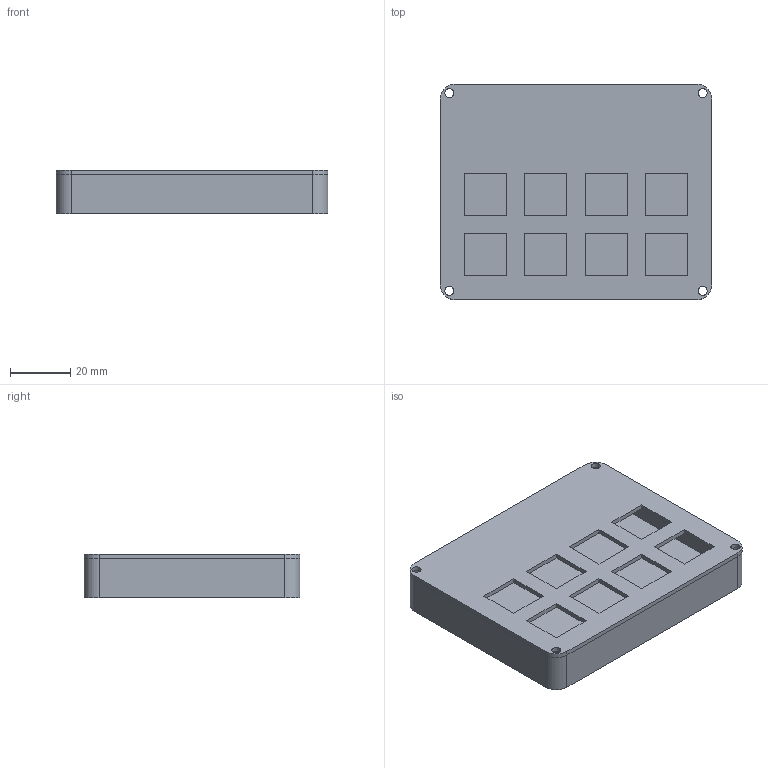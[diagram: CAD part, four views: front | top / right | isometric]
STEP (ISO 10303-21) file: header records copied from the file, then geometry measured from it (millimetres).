
FILE_DESCRIPTION(/* description */ (''),/* implementation_level */ '2;1');
FILE_NAME(/* name */ 'HackPad Casing.step',/* time_stamp */ '2025-05-30T21:08:36+01:00',/* author */ (''),/* organization */ (''),/* preprocessor_version */ 'ST-DEVELOPER v20.1',/* originating_system */ 'Autodesk Translation Framework v14.10.0.0',/* authorisation */ '');
FILE_SCHEMA (('AUTOMOTIVE_DESIGN { 1 0 10303 214 3 1 1 }'));
Length unit declared in the file: millimetre
Products named in the file (1): (Unsaved)
Bounding box: 90 x 71.55 x 14.5 mm (x, y, z)
Volume: 55086.6 mm3; surface area: 41672.8 mm2
Topology: 3 solids, 3 shells, 77 faces, 216 edges, 144 vertices
Faces by surface type: plane 61, cylinder 16
Full cylindrical faces by diameter (mm): 3 x8
Entity records: 2568 total; most frequent: CARTESIAN_POINT 438, ORIENTED_EDGE 432, DIRECTION 404, EDGE_CURVE 216, LINE 184, VECTOR 184, VERTEX_POINT 144, EDGE_LOOP 110
